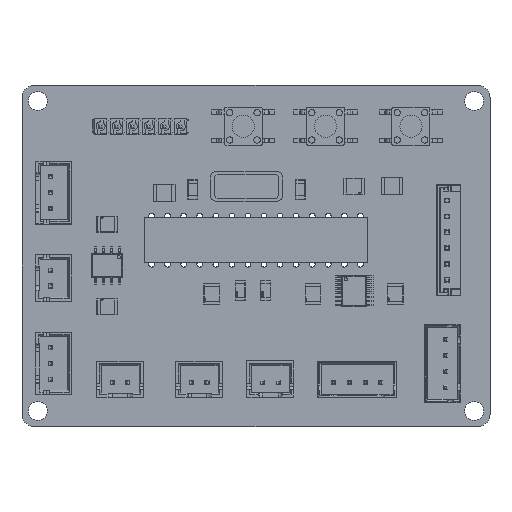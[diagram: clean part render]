
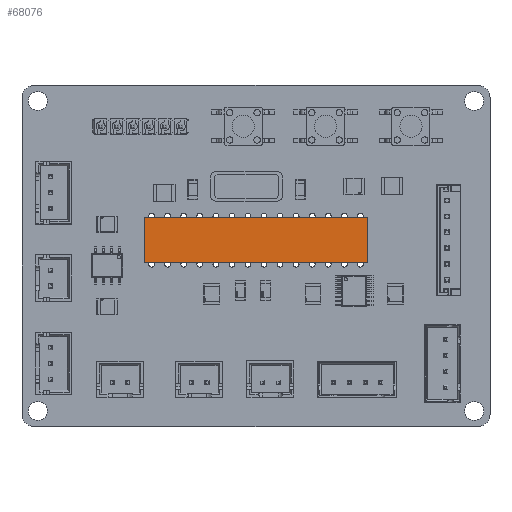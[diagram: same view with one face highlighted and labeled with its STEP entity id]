
A CAD part, top view. The second image highlights one B-rep face of the part: STEP entity #68076.
In plain terms, the highlighted planar face has unit normal (0, 0, 1).
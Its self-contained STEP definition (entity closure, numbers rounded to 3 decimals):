
#67947 = VERTEX_POINT('',#67948);
#67948 = CARTESIAN_POINT('',(-17.65,3.6,4.58));
#67954 = EDGE_CURVE('',#67947,#67955,#67957,.T.);
#67955 = VERTEX_POINT('',#67956);
#67956 = CARTESIAN_POINT('',(-17.65,-3.6,4.58));
#67957 = LINE('',#67958,#67959);
#67958 = CARTESIAN_POINT('',(-17.65,3.6,4.58));
#67959 = VECTOR('',#67960,1.);
#67960 = DIRECTION('',(0.,-1.,0.));
#67985 = EDGE_CURVE('',#67955,#67986,#67988,.T.);
#67986 = VERTEX_POINT('',#67987);
#67987 = CARTESIAN_POINT('',(17.65,-3.6,4.58));
#67988 = LINE('',#67989,#67990);
#67989 = CARTESIAN_POINT('',(-17.65,-3.6,4.58));
#67990 = VECTOR('',#67991,1.);
#67991 = DIRECTION('',(1.,0.,0.));
#68016 = EDGE_CURVE('',#67986,#68017,#68019,.T.);
#68017 = VERTEX_POINT('',#68018);
#68018 = CARTESIAN_POINT('',(17.65,3.6,4.58));
#68019 = LINE('',#68020,#68021);
#68020 = CARTESIAN_POINT('',(17.65,-3.6,4.58));
#68021 = VECTOR('',#68022,1.);
#68022 = DIRECTION('',(0.,1.,0.));
#68047 = EDGE_CURVE('',#68017,#67947,#68048,.T.);
#68048 = LINE('',#68049,#68050);
#68049 = CARTESIAN_POINT('',(17.65,3.6,4.58));
#68050 = VECTOR('',#68051,1.);
#68051 = DIRECTION('',(-1.,0.,0.));
#68076 = ADVANCED_FACE('',(#68077),#68083,.T.);
#68077 = FACE_BOUND('',#68078,.T.);
#68078 = EDGE_LOOP('',(#68079,#68080,#68081,#68082));
#68079 = ORIENTED_EDGE('',*,*,#67954,.T.);
#68080 = ORIENTED_EDGE('',*,*,#67985,.T.);
#68081 = ORIENTED_EDGE('',*,*,#68016,.T.);
#68082 = ORIENTED_EDGE('',*,*,#68047,.T.);
#68083 = PLANE('',#68084);
#68084 = AXIS2_PLACEMENT_3D('',#68085,#68086,#68087);
#68085 = CARTESIAN_POINT('',(0.,0.,
    4.58));
#68086 = DIRECTION('',(0.,0.,1.));
#68087 = DIRECTION('',(1.,0.,-0.));
